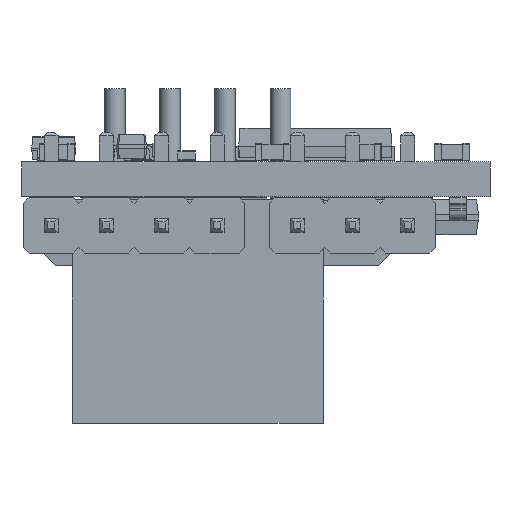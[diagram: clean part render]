
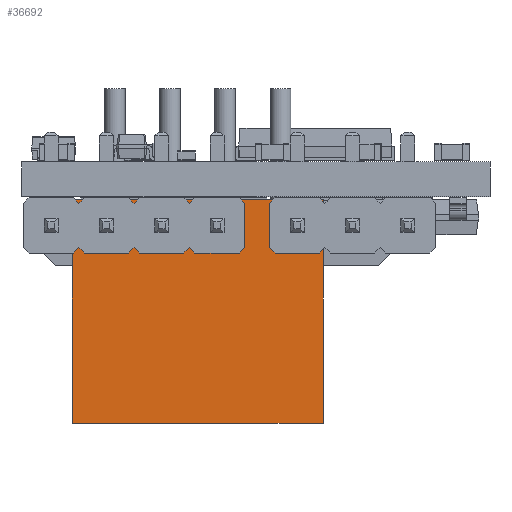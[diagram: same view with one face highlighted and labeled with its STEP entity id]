
A CAD part, front view. The second image highlights one B-rep face of the part: STEP entity #36692.
In plain terms, the highlighted face is planar.
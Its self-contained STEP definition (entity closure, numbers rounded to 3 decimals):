
#36692 = ADVANCED_FACE('',(#36693),#36707,.T.);
#36693 = FACE_BOUND('',#36694,.T.);
#36694 = EDGE_LOOP('',(#36695,#36730,#36758,#36786));
#36695 = ORIENTED_EDGE('',*,*,#36696,.T.);
#36696 = EDGE_CURVE('',#36697,#36699,#36701,.T.);
#36697 = VERTEX_POINT('',#36698);
#36698 = CARTESIAN_POINT('',(-1.955,4.97,0.1));
#36699 = VERTEX_POINT('',#36700);
#36700 = CARTESIAN_POINT('',(-1.955,4.97,10.35));
#36701 = SURFACE_CURVE('',#36702,(#36706,#36718),.PCURVE_S1.);
#36702 = LINE('',#36703,#36704);
#36703 = CARTESIAN_POINT('',(-1.955,4.97,0.1));
#36704 = VECTOR('',#36705,1.);
#36705 = DIRECTION('',(0.,0.,1.));
#36706 = PCURVE('',#36707,#36712);
#36707 = PLANE('',#36708);
#36708 = AXIS2_PLACEMENT_3D('',#36709,#36710,#36711);
#36709 = CARTESIAN_POINT('',(-1.955,4.97,0.1));
#36710 = DIRECTION('',(0.,1.,0.));
#36711 = DIRECTION('',(1.,0.,0.));
#36712 = DEFINITIONAL_REPRESENTATION('',(#36713),#36717);
#36713 = LINE('',#36714,#36715);
#36714 = CARTESIAN_POINT('',(0.,0.));
#36715 = VECTOR('',#36716,1.);
#36716 = DIRECTION('',(0.,-1.));
#36717 = ( GEOMETRIC_REPRESENTATION_CONTEXT(2) 
PARAMETRIC_REPRESENTATION_CONTEXT() REPRESENTATION_CONTEXT('2D SPACE',''
  ) );
#36718 = PCURVE('',#36719,#36724);
#36719 = PLANE('',#36720);
#36720 = AXIS2_PLACEMENT_3D('',#36721,#36722,#36723);
#36721 = CARTESIAN_POINT('',(-1.955,-1.13,0.1));
#36722 = DIRECTION('',(-1.,0.,0.));
#36723 = DIRECTION('',(0.,1.,0.));
#36724 = DEFINITIONAL_REPRESENTATION('',(#36725),#36729);
#36725 = LINE('',#36726,#36727);
#36726 = CARTESIAN_POINT('',(6.1,0.));
#36727 = VECTOR('',#36728,1.);
#36728 = DIRECTION('',(0.,-1.));
#36729 = ( GEOMETRIC_REPRESENTATION_CONTEXT(2) 
PARAMETRIC_REPRESENTATION_CONTEXT() REPRESENTATION_CONTEXT('2D SPACE',''
  ) );
#36730 = ORIENTED_EDGE('',*,*,#36731,.T.);
#36731 = EDGE_CURVE('',#36699,#36732,#36734,.T.);
#36732 = VERTEX_POINT('',#36733);
#36733 = CARTESIAN_POINT('',(9.575,4.97,10.35));
#36734 = SURFACE_CURVE('',#36735,(#36739,#36746),.PCURVE_S1.);
#36735 = LINE('',#36736,#36737);
#36736 = CARTESIAN_POINT('',(-1.955,4.97,10.35));
#36737 = VECTOR('',#36738,1.);
#36738 = DIRECTION('',(1.,0.,0.));
#36739 = PCURVE('',#36707,#36740);
#36740 = DEFINITIONAL_REPRESENTATION('',(#36741),#36745);
#36741 = LINE('',#36742,#36743);
#36742 = CARTESIAN_POINT('',(0.,-10.25));
#36743 = VECTOR('',#36744,1.);
#36744 = DIRECTION('',(1.,0.));
#36745 = ( GEOMETRIC_REPRESENTATION_CONTEXT(2) 
PARAMETRIC_REPRESENTATION_CONTEXT() REPRESENTATION_CONTEXT('2D SPACE',''
  ) );
#36746 = PCURVE('',#36747,#36752);
#36747 = PLANE('',#36748);
#36748 = AXIS2_PLACEMENT_3D('',#36749,#36750,#36751);
#36749 = CARTESIAN_POINT('',(3.81,1.92,10.35));
#36750 = DIRECTION('',(0.,0.,-1.));
#36751 = DIRECTION('',(-1.,0.,0.));
#36752 = DEFINITIONAL_REPRESENTATION('',(#36753),#36757);
#36753 = LINE('',#36754,#36755);
#36754 = CARTESIAN_POINT('',(5.765,3.05));
#36755 = VECTOR('',#36756,1.);
#36756 = DIRECTION('',(-1.,0.));
#36757 = ( GEOMETRIC_REPRESENTATION_CONTEXT(2) 
PARAMETRIC_REPRESENTATION_CONTEXT() REPRESENTATION_CONTEXT('2D SPACE',''
  ) );
#36758 = ORIENTED_EDGE('',*,*,#36759,.F.);
#36759 = EDGE_CURVE('',#36760,#36732,#36762,.T.);
#36760 = VERTEX_POINT('',#36761);
#36761 = CARTESIAN_POINT('',(9.575,4.97,0.1));
#36762 = SURFACE_CURVE('',#36763,(#36767,#36774),.PCURVE_S1.);
#36763 = LINE('',#36764,#36765);
#36764 = CARTESIAN_POINT('',(9.575,4.97,0.1));
#36765 = VECTOR('',#36766,1.);
#36766 = DIRECTION('',(0.,0.,1.));
#36767 = PCURVE('',#36707,#36768);
#36768 = DEFINITIONAL_REPRESENTATION('',(#36769),#36773);
#36769 = LINE('',#36770,#36771);
#36770 = CARTESIAN_POINT('',(11.53,0.));
#36771 = VECTOR('',#36772,1.);
#36772 = DIRECTION('',(0.,-1.));
#36773 = ( GEOMETRIC_REPRESENTATION_CONTEXT(2) 
PARAMETRIC_REPRESENTATION_CONTEXT() REPRESENTATION_CONTEXT('2D SPACE',''
  ) );
#36774 = PCURVE('',#36775,#36780);
#36775 = PLANE('',#36776);
#36776 = AXIS2_PLACEMENT_3D('',#36777,#36778,#36779);
#36777 = CARTESIAN_POINT('',(9.575,4.97,0.1));
#36778 = DIRECTION('',(1.,0.,0.));
#36779 = DIRECTION('',(0.,-1.,0.));
#36780 = DEFINITIONAL_REPRESENTATION('',(#36781),#36785);
#36781 = LINE('',#36782,#36783);
#36782 = CARTESIAN_POINT('',(0.,0.));
#36783 = VECTOR('',#36784,1.);
#36784 = DIRECTION('',(0.,-1.));
#36785 = ( GEOMETRIC_REPRESENTATION_CONTEXT(2) 
PARAMETRIC_REPRESENTATION_CONTEXT() REPRESENTATION_CONTEXT('2D SPACE',''
  ) );
#36786 = ORIENTED_EDGE('',*,*,#36787,.F.);
#36787 = EDGE_CURVE('',#36697,#36760,#36788,.T.);
#36788 = SURFACE_CURVE('',#36789,(#36793,#36800),.PCURVE_S1.);
#36789 = LINE('',#36790,#36791);
#36790 = CARTESIAN_POINT('',(-1.955,4.97,0.1));
#36791 = VECTOR('',#36792,1.);
#36792 = DIRECTION('',(1.,0.,0.));
#36793 = PCURVE('',#36707,#36794);
#36794 = DEFINITIONAL_REPRESENTATION('',(#36795),#36799);
#36795 = LINE('',#36796,#36797);
#36796 = CARTESIAN_POINT('',(0.,0.));
#36797 = VECTOR('',#36798,1.);
#36798 = DIRECTION('',(1.,0.));
#36799 = ( GEOMETRIC_REPRESENTATION_CONTEXT(2) 
PARAMETRIC_REPRESENTATION_CONTEXT() REPRESENTATION_CONTEXT('2D SPACE',''
  ) );
#36800 = PCURVE('',#36801,#36806);
#36801 = PLANE('',#36802);
#36802 = AXIS2_PLACEMENT_3D('',#36803,#36804,#36805);
#36803 = CARTESIAN_POINT('',(3.81,1.92,0.1));
#36804 = DIRECTION('',(0.,0.,-1.));
#36805 = DIRECTION('',(-1.,0.,0.));
#36806 = DEFINITIONAL_REPRESENTATION('',(#36807),#36811);
#36807 = LINE('',#36808,#36809);
#36808 = CARTESIAN_POINT('',(5.765,3.05));
#36809 = VECTOR('',#36810,1.);
#36810 = DIRECTION('',(-1.,0.));
#36811 = ( GEOMETRIC_REPRESENTATION_CONTEXT(2) 
PARAMETRIC_REPRESENTATION_CONTEXT() REPRESENTATION_CONTEXT('2D SPACE',''
  ) );
